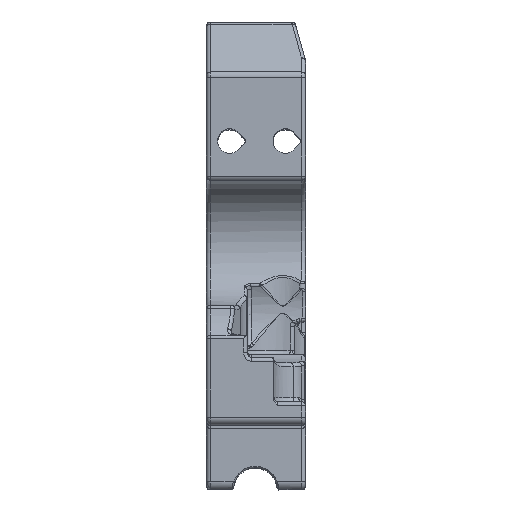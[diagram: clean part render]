
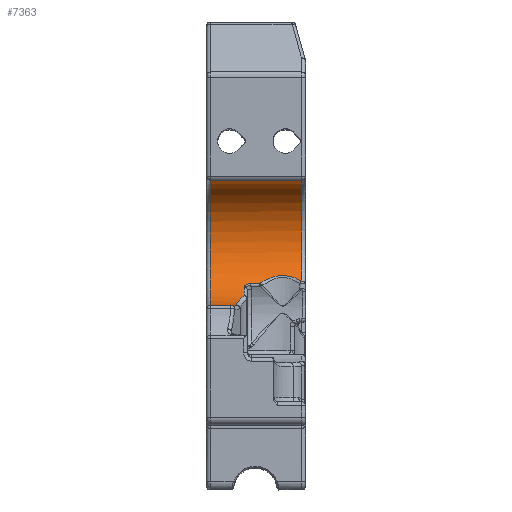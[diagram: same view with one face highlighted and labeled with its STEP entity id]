
A CAD part, top view. The second image highlights one B-rep face of the part: STEP entity #7363.
In plain terms, the highlighted cylindrical face has radius 7.949 mm (diameter 15.897 mm), a partial arc.
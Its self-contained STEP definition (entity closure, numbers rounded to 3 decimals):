
#441=B_SPLINE_CURVE_WITH_KNOTS('',3,(#15664,#15665,#15666,#15667),
 .UNSPECIFIED.,.F.,.F.,(4,4),(-0.103,0.314),
 .UNSPECIFIED.);
#442=B_SPLINE_CURVE_WITH_KNOTS('',3,(#15757,#15758,#15759,#15760,#15761,
#15762,#15763,#15764),.UNSPECIFIED.,.F.,.F.,(4,1,1,2,4),(0.,
0.043,0.064,0.107,0.107),
 .UNSPECIFIED.);
#444=B_SPLINE_CURVE_WITH_KNOTS('',3,(#15803,#15804,#15805,#15806,#15807,
#15808,#15809),.UNSPECIFIED.,.F.,.F.,(4,1,1,1,4),(0.,0.167,
0.25,0.416,0.583),.UNSPECIFIED.);
#554=ELLIPSE('',#8028,8.456,7.948);
#970=FACE_OUTER_BOUND('',#1460,.T.);
#1460=EDGE_LOOP('',(#6484,#6485,#6486,#6487,#6488,#6489,#6490,#6491,#6492,
#6493));
#1838=LINE('',#15690,#2273);
#1839=LINE('',#15714,#2274);
#1841=LINE('',#15812,#2276);
#2273=VECTOR('',#9769,10.);
#2274=VECTOR('',#9774,10.);
#2276=VECTOR('',#9782,10.);
#2730=CIRCLE('',#8027,7.948);
#2731=CIRCLE('',#8031,7.948);
#2799=CIRCLE('',#8202,7.948);
#3220=VERTEX_POINT('',#13715);
#3221=VERTEX_POINT('',#13728);
#3222=VERTEX_POINT('',#13732);
#3224=VERTEX_POINT('',#13740);
#3229=VERTEX_POINT('',#13802);
#3380=VERTEX_POINT('',#15052);
#3382=VERTEX_POINT('',#15092);
#3391=VERTEX_POINT('',#15713);
#3393=VERTEX_POINT('',#15801);
#3394=VERTEX_POINT('',#15811);
#4304=EDGE_CURVE('',#3380,#3220,#2730,.T.);
#4305=EDGE_CURVE('',#3220,#3221,#441,.T.);
#4306=EDGE_CURVE('',#3221,#3222,#554,.T.);
#4307=EDGE_CURVE('',#3222,#3224,#1838,.T.);
#4308=EDGE_CURVE('',#3224,#3229,#2731,.T.);
#4309=EDGE_CURVE('',#3382,#3391,#1839,.T.);
#4312=EDGE_CURVE('',#3391,#3380,#442,.T.);
#4315=EDGE_CURVE('',#3393,#3382,#444,.T.);
#4316=EDGE_CURVE('',#3229,#3394,#1841,.T.);
#4529=EDGE_CURVE('',#3394,#3393,#2799,.T.);
#6484=ORIENTED_EDGE('',*,*,#4312,.F.);
#6485=ORIENTED_EDGE('',*,*,#4309,.F.);
#6486=ORIENTED_EDGE('',*,*,#4315,.F.);
#6487=ORIENTED_EDGE('',*,*,#4529,.F.);
#6488=ORIENTED_EDGE('',*,*,#4316,.F.);
#6489=ORIENTED_EDGE('',*,*,#4308,.F.);
#6490=ORIENTED_EDGE('',*,*,#4307,.F.);
#6491=ORIENTED_EDGE('',*,*,#4306,.F.);
#6492=ORIENTED_EDGE('',*,*,#4305,.F.);
#6493=ORIENTED_EDGE('',*,*,#4304,.F.);
#6944=CYLINDRICAL_SURFACE('',#8201,7.948);
#7363=ADVANCED_FACE('',(#970),#6944,.F.);
#8027=AXIS2_PLACEMENT_3D('',#15643,#9763,#9764);
#8028=AXIS2_PLACEMENT_3D('',#15688,#9765,#9766);
#8031=AXIS2_PLACEMENT_3D('',#15692,#9772,#9773);
#8201=AXIS2_PLACEMENT_3D('',#16632,#10233,#10234);
#8202=AXIS2_PLACEMENT_3D('',#16633,#10235,#10236);
#9763=DIRECTION('center_axis',(-1.,0.,0.));
#9764=DIRECTION('ref_axis',(0.,-0.423,-0.906));
#9765=DIRECTION('center_axis',(-0.94,0.,-0.341));
#9766=DIRECTION('ref_axis',(-0.341,0.,0.94));
#9769=DIRECTION('',(-1.,0.,0.));
#9772=DIRECTION('center_axis',(1.,0.,
0.));
#9773=DIRECTION('ref_axis',(0.,0.,-1.));
#9774=DIRECTION('',(-1.,0.,0.));
#9782=DIRECTION('',(1.,0.,0.));
#10233=DIRECTION('center_axis',(1.,0.,
0.));
#10234=DIRECTION('ref_axis',(0.,0.906,-0.423));
#10235=DIRECTION('center_axis',(-1.,0.,
0.));
#10236=DIRECTION('ref_axis',(0.,0.,
-1.));
#13715=CARTESIAN_POINT('',(98.815,113.102,113.663));
#13728=CARTESIAN_POINT('',(97.809,111.834,117.16));
#13732=CARTESIAN_POINT('',(97.122,111.848,119.054));
#13740=CARTESIAN_POINT('',(94.544,111.848,119.054));
#13802=CARTESIAN_POINT('',(94.544,127.677,117.818));
#15052=CARTESIAN_POINT('',(98.815,114.198,112.343));
#15092=CARTESIAN_POINT('',(100.788,114.625,111.958));
#15643=CARTESIAN_POINT('Origin',(98.815,119.732,118.048));
#15664=CARTESIAN_POINT('Ctrl Pts',(98.815,113.102,113.663));
#15665=CARTESIAN_POINT('Ctrl Pts',(98.128,112.474,114.613));
#15666=CARTESIAN_POINT('Ctrl Pts',(97.714,111.98,115.861));
#15667=CARTESIAN_POINT('Ctrl Pts',(97.809,111.834,117.16));
#15688=CARTESIAN_POINT('Origin',(97.487,119.732,118.048));
#15690=CARTESIAN_POINT('',(94.044,111.848,119.054));
#15692=CARTESIAN_POINT('Origin',(94.544,119.732,118.048));
#15713=CARTESIAN_POINT('',(99.627,114.625,111.958));
#15714=CARTESIAN_POINT('',(100.788,114.625,111.958));
#15757=CARTESIAN_POINT('Ctrl Pts',(99.627,114.625,111.958));
#15758=CARTESIAN_POINT('Ctrl Pts',(99.485,114.625,111.958));
#15759=CARTESIAN_POINT('Ctrl Pts',(99.27,114.584,111.992));
#15760=CARTESIAN_POINT('Ctrl Pts',(98.978,114.428,112.127));
#15761=CARTESIAN_POINT('Ctrl Pts',(98.862,114.293,112.251));
#15762=CARTESIAN_POINT('Ctrl Pts',(98.816,114.199,112.342));
#15763=CARTESIAN_POINT('Ctrl Pts',(98.816,114.198,112.342));
#15764=CARTESIAN_POINT('Ctrl Pts',(98.815,114.198,112.343));
#15801=CARTESIAN_POINT('',(106.058,114.925,111.718));
#15803=CARTESIAN_POINT('Ctrl Pts',(106.058,114.925,111.718));
#15804=CARTESIAN_POINT('Ctrl Pts',(105.61,115.171,111.531));
#15805=CARTESIAN_POINT('Ctrl Pts',(104.874,115.5,111.317));
#15806=CARTESIAN_POINT('Ctrl Pts',(103.489,115.696,111.202));
#15807=CARTESIAN_POINT('Ctrl Pts',(102.109,115.397,111.375));
#15808=CARTESIAN_POINT('Ctrl Pts',(101.205,114.889,111.736));
#15809=CARTESIAN_POINT('Ctrl Pts',(100.788,114.625,111.958));
#15811=CARTESIAN_POINT('',(106.058,127.677,117.818));
#15812=CARTESIAN_POINT('',(94.044,127.677,117.818));
#16632=CARTESIAN_POINT('Origin',(94.044,119.732,118.048));
#16633=CARTESIAN_POINT('Origin',(106.058,119.732,118.048));
